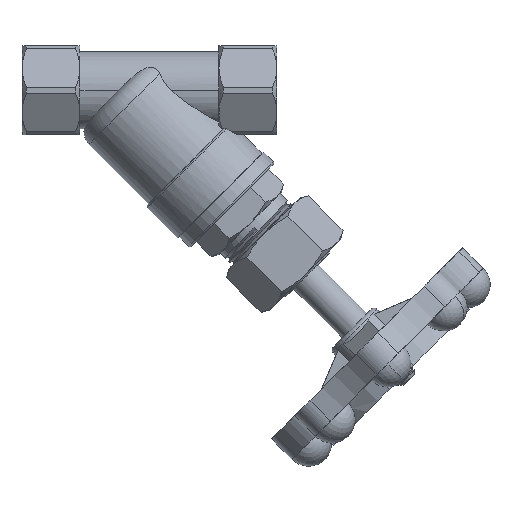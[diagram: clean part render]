
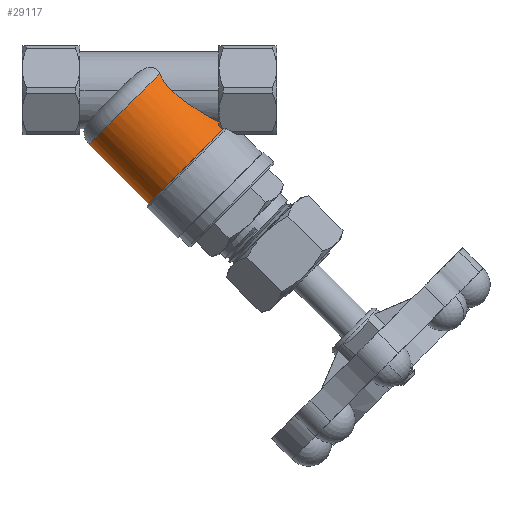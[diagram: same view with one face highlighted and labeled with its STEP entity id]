
A CAD part, front view. The second image highlights one B-rep face of the part: STEP entity #29117.
In plain terms, the highlighted cylindrical face has radius 14.5 mm (diameter 29 mm), a partial arc.
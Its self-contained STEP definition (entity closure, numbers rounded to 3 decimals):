
#922 = ORIENTED_EDGE ( 'NONE', *, *, #9703, .T. ) ;
#1228 = FACE_OUTER_BOUND ( 'NONE', #35524, .T. ) ;
#1429 = CIRCLE ( 'NONE', #16843, 14.5 ) ;
#2038 = CARTESIAN_POINT ( 'NONE',  ( 6.937, 1.119, -9.939 ) ) ;
#2510 = CARTESIAN_POINT ( 'NONE',  ( 5.737, 0., -10. ) ) ;
#2776 = CARTESIAN_POINT ( 'NONE',  ( 6.692, 0.903, -9.962 ) ) ;
#3503 = EDGE_CURVE ( 'NONE', #14427, #7328, #19581, .T. ) ;
#3838 = CARTESIAN_POINT ( 'NONE',  ( -5.379, 3.733, 0. ) ) ;
#4642 = CARTESIAN_POINT ( 'NONE',  ( 17.52, 7.982, -6.041 ) ) ;
#5401 = B_SPLINE_CURVE_WITH_KNOTS ( 'NONE', 3,
 ( #13204, #4642, #13579, #33582, #16702, #25207, #15979, #35814, #22422, #10414, #33762, #16159, #27430, #2038, #2776, #14657, #17609, #30968 ),
 .UNSPECIFIED., .F., .F.,
 ( 4, 2, 2, 2, 2, 2, 2, 2, 4 ),
 ( 0., 0.002, 0.004, 0.006, 0.008, 0.012, 0.014, 0.015, 0.016 ),
 .UNSPECIFIED. ) ;
#5547 = CARTESIAN_POINT ( 'NONE',  ( 18., 9.139, -6.981 ) ) ;
#7328 = VERTEX_POINT ( 'NONE', #18118 ) ;
#7539 = CARTESIAN_POINT ( 'NONE',  ( 2.992, -3.532, -9.393 ) ) ;
#8191 = DIRECTION ( 'NONE',  ( -0.707, 0.707, 0. ) ) ;
#8569 = ORIENTED_EDGE ( 'NONE', *, *, #15768, .T. ) ;
#9173 = EDGE_CURVE ( 'NONE', #14427, #27475, #5401, .T. ) ;
#9703 = EDGE_CURVE ( 'NONE', #13932, #31330, #14340, .T. ) ;
#9794 = CARTESIAN_POINT ( 'NONE',  ( -8.561, 0.551, 0. ) ) ;
#9821 = VECTOR ( 'NONE', #22830, 1000. ) ;
#10414 = CARTESIAN_POINT ( 'NONE',  ( 10.773, 4.013, -9.191 ) ) ;
#10522 = CARTESIAN_POINT ( 'NONE',  ( 4.497, -1.323, -9.94 ) ) ;
#10601 = EDGE_CURVE ( 'NONE', #27475, #11063, #36289, .T. ) ;
#10886 = CARTESIAN_POINT ( 'NONE',  ( 5.094, -0.643, -10. ) ) ;
#10975 = ORIENTED_EDGE ( 'NONE', *, *, #9173, .T. ) ;
#10982 = DIRECTION ( 'NONE',  ( -0.707, -0.707, 0. ) ) ;
#11063 = VERTEX_POINT ( 'NONE', #21563 ) ;
#11337 = CARTESIAN_POINT ( 'NONE',  ( 18.606, 9.895, -7.171 ) ) ;
#11519 = CARTESIAN_POINT ( 'NONE',  ( 18., 9.139, -6.981 ) ) ;
#12584 = CYLINDRICAL_SURFACE ( 'NONE', #28231, 14.5 ) ;
#13204 = CARTESIAN_POINT ( 'NONE',  ( 18., 8.238, -5.669 ) ) ;
#13579 = CARTESIAN_POINT ( 'NONE',  ( 17.027, 7.715, -6.375 ) ) ;
#13857 = CARTESIAN_POINT ( 'NONE',  ( 3.433, -2.783, -9.634 ) ) ;
#13932 = VERTEX_POINT ( 'NONE', #25506 ) ;
#14066 = AXIS2_PLACEMENT_3D ( 'NONE', #3838, #29608, #29053 ) ;
#14340 = LINE ( 'NONE', #16568, #9821 ) ;
#14367 = CARTESIAN_POINT ( 'NONE',  ( 18., 8.238, -5.669 ) ) ;
#14427 = VERTEX_POINT ( 'NONE', #14367 ) ;
#14551 = DIRECTION ( 'NONE',  ( -0.707, 0.707, 0. ) ) ;
#14657 = CARTESIAN_POINT ( 'NONE',  ( 6.208, 0.46, -9.992 ) ) ;
#15768 = EDGE_CURVE ( 'NONE', #11063, #13932, #28259, .T. ) ;
#15979 = CARTESIAN_POINT ( 'NONE',  ( 13.954, 5.981, -8.023 ) ) ;
#16159 = CARTESIAN_POINT ( 'NONE',  ( 8.185, 2.149, -9.774 ) ) ;
#16337 = CARTESIAN_POINT ( 'NONE',  ( 18., 8.238, -5.669 ) ) ;
#16479 = ORIENTED_EDGE ( 'NONE', *, *, #10601, .T. ) ;
#16568 = CARTESIAN_POINT ( 'NONE',  ( -18.814, 10.804, 0. ) ) ;
#16702 = CARTESIAN_POINT ( 'NONE',  ( 15.512, 6.877, -7.271 ) ) ;
#16843 = AXIS2_PLACEMENT_3D ( 'NONE', #27820, #10982, #8191 ) ;
#16904 = CARTESIAN_POINT ( 'NONE',  ( 18.911, 10.273, -7.261 ) ) ;
#17609 = CARTESIAN_POINT ( 'NONE',  ( 5.969, 0.232, -10. ) ) ;
#18118 = CARTESIAN_POINT ( 'NONE',  ( 18., 9.139, -6.981 ) ) ;
#19581 =( BOUNDED_CURVE ( )  B_SPLINE_CURVE ( 3, ( #16337, #27616, #24652, #5547 ),
 .UNSPECIFIED., .F., .T. ) 
 B_SPLINE_CURVE_WITH_KNOTS ( ( 4, 4 ),
 ( 3.543, 3.644 ),
 .UNSPECIFIED. ) 
 CURVE ( )  GEOMETRIC_REPRESENTATION_ITEM ( )  RATIONAL_B_SPLINE_CURVE ( ( 1., 0.999, 0.999, 1. ) ) 
 REPRESENTATION_ITEM ( '' )  );
#21088 = DIRECTION ( 'NONE',  ( 0.707, 0.707, 0. ) ) ;
#21563 = CARTESIAN_POINT ( 'NONE',  ( 2.64, -4.286, -9.035 ) ) ;
#22287 = ORIENTED_EDGE ( 'NONE', *, *, #31412, .T. ) ;
#22422 = CARTESIAN_POINT ( 'NONE',  ( 12.366, 5.023, -8.655 ) ) ;
#22830 = DIRECTION ( 'NONE',  ( 0.707, 0.707, 0. ) ) ;
#23089 = CARTESIAN_POINT ( 'NONE',  ( 18.911, 10.273, -7.261 ) ) ;
#23153 = CARTESIAN_POINT ( 'NONE',  ( -0.217, 29.401, 0. ) ) ;
#23623 = CARTESIAN_POINT ( 'NONE',  ( 5.737, 0., -10. ) ) ;
#24652 = CARTESIAN_POINT ( 'NONE',  ( 18., 8.808, -6.554 ) ) ;
#25004 = EDGE_CURVE ( 'NONE', #31330, #36093, #1429, .T. ) ;
#25128 = CARTESIAN_POINT ( 'NONE',  ( 2.64, -4.286, -9.035 ) ) ;
#25207 = CARTESIAN_POINT ( 'NONE',  ( 14.477, 6.286, -7.787 ) ) ;
#25506 = CARTESIAN_POINT ( 'NONE',  ( -15.632, 13.986, 0. ) ) ;
#26863 = ORIENTED_EDGE ( 'NONE', *, *, #25004, .T. ) ;
#27430 = CARTESIAN_POINT ( 'NONE',  ( 7.68, 1.75, -9.855 ) ) ;
#27475 = VERTEX_POINT ( 'NONE', #23623 ) ;
#27616 = CARTESIAN_POINT ( 'NONE',  ( 18., 8.507, -6.117 ) ) ;
#27820 = CARTESIAN_POINT ( 'NONE',  ( 10.036, 19.148, 0. ) ) ;
#28231 = AXIS2_PLACEMENT_3D ( 'NONE', #9794, #21088, #14551 ) ;
#28259 = CIRCLE ( 'NONE', #14066, 14.5 ) ;
#28378 = CARTESIAN_POINT ( 'NONE',  ( 18.303, 9.517, -7.078 ) ) ;
#29053 = DIRECTION ( 'NONE',  ( -0.707, 0.707, 0. ) ) ;
#29117 = ADVANCED_FACE ( 'NONE', ( #1228 ), #12584, .T. ) ;
#29296 = B_SPLINE_CURVE_WITH_KNOTS ( 'NONE', 3,
 ( #16904, #11337, #28378, #11519 ),
 .UNSPECIFIED., .F., .F.,
 ( 4, 4 ),
 ( 0.001, 0.002 ),
 .UNSPECIFIED. ) ;
#29418 = ORIENTED_EDGE ( 'NONE', *, *, #3503, .F. ) ;
#29608 = DIRECTION ( 'NONE',  ( 0.707, 0.707, 0. ) ) ;
#30968 = CARTESIAN_POINT ( 'NONE',  ( 5.737, 0., -10. ) ) ;
#31330 = VERTEX_POINT ( 'NONE', #23153 ) ;
#31412 = EDGE_CURVE ( 'NONE', #36093, #7328, #29296, .T. ) ;
#33582 = CARTESIAN_POINT ( 'NONE',  ( 16.023, 7.163, -6.991 ) ) ;
#33762 = CARTESIAN_POINT ( 'NONE',  ( 9.722, 3.303, -9.472 ) ) ;
#35524 = EDGE_LOOP ( 'NONE', ( #8569, #922, #26863, #22287, #29418, #10975, #16479 ) ) ;
#35814 = CARTESIAN_POINT ( 'NONE',  ( 12.899, 5.35, -8.457 ) ) ;
#36093 = VERTEX_POINT ( 'NONE', #23089 ) ;
#36289 = B_SPLINE_CURVE_WITH_KNOTS ( 'NONE', 3,
 ( #2510, #10886, #10522, #13857, #7539, #25128 ),
 .UNSPECIFIED., .F., .F.,
 ( 4, 2, 4 ),
 ( 0.016, 0.018, 0.021 ),
 .UNSPECIFIED. ) ;
